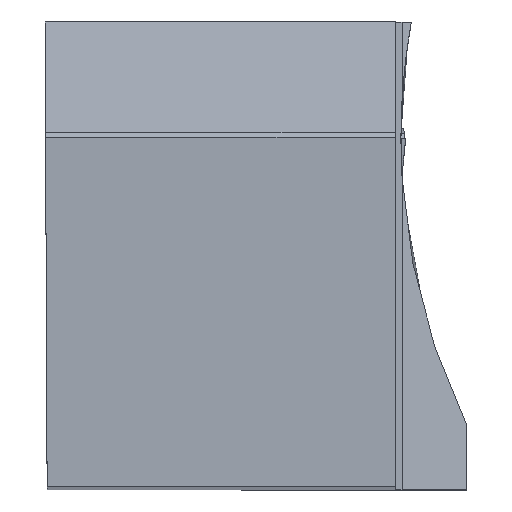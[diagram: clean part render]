
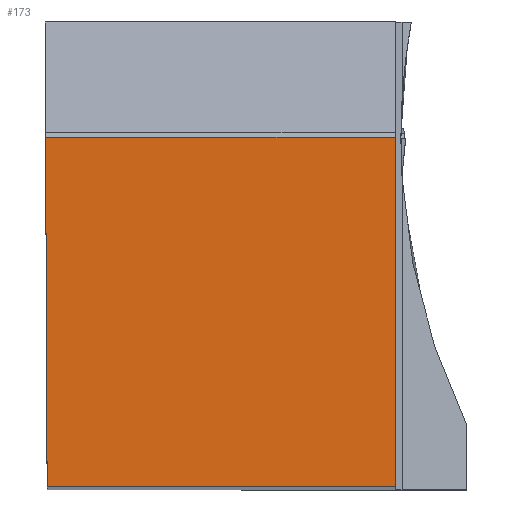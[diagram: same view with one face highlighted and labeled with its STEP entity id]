
A CAD part, top view. The second image highlights one B-rep face of the part: STEP entity #173.
In plain terms, the highlighted planar face has unit normal (0, 0, 1).
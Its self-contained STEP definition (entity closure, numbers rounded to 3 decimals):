
#173=ADVANCED_FACE('BLANK_BOXF006',(#277),#219,.F.);
#219=PLANE('',#1324);
#277=FACE_OUTER_BOUND('',#335,.T.);
#335=EDGE_LOOP('',(#594,#595,#596,#597));
#594=ORIENTED_EDGE('',*,*,#927,.T.);
#595=ORIENTED_EDGE('',*,*,#928,.T.);
#596=ORIENTED_EDGE('',*,*,#929,.T.);
#597=ORIENTED_EDGE('',*,*,#921,.T.);
#776=VERTEX_POINT('',#2265);
#777=VERTEX_POINT('',#2267);
#779=VERTEX_POINT('',#2278);
#780=VERTEX_POINT('',#2280);
#921=EDGE_CURVE('',#777,#776,#1035,.T.);
#927=EDGE_CURVE('',#776,#779,#1041,.T.);
#928=EDGE_CURVE('',#779,#780,#1042,.T.);
#929=EDGE_CURVE('',#780,#777,#1043,.T.);
#1035=LINE('',#2266,#1149);
#1041=LINE('',#2277,#1155);
#1042=LINE('',#2279,#1156);
#1043=LINE('',#2281,#1157);
#1149=VECTOR('',#1565,1.);
#1155=VECTOR('',#1577,1.);
#1156=VECTOR('',#1578,1.);
#1157=VECTOR('',#1579,1.);
#1324=AXIS2_PLACEMENT_3D('',#2282,#1580,#1581);
#1565=DIRECTION('',(1.,0.,0.));
#1577=DIRECTION('',(0.,1.,0.));
#1578=DIRECTION('',(-1.,0.,0.));
#1579=DIRECTION('',(0.004,-1.,0.));
#1580=DIRECTION('',(0.,0.,-1.));
#1581=DIRECTION('',(0.,-1.,0.));
#2265=CARTESIAN_POINT('',(25.273,0.,0.));
#2266=CARTESIAN_POINT('',(-151.6,0.,0.));
#2267=CARTESIAN_POINT('',(0.11,0.,0.));
#2277=CARTESIAN_POINT('',(25.273,-151.6,0.));
#2278=CARTESIAN_POINT('',(25.273,25.273,0.));
#2279=CARTESIAN_POINT('',(151.6,25.273,0.));
#2280=CARTESIAN_POINT('',(0.,25.273,0.));
#2281=CARTESIAN_POINT('',(-0.551,151.599,0.));
#2282=CARTESIAN_POINT('',(30.457,-5.,0.));
